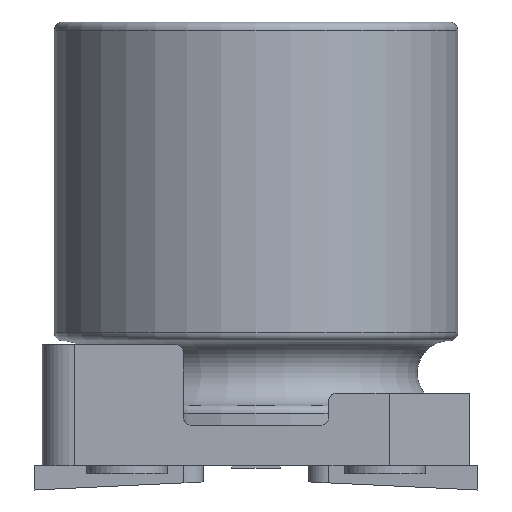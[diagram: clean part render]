
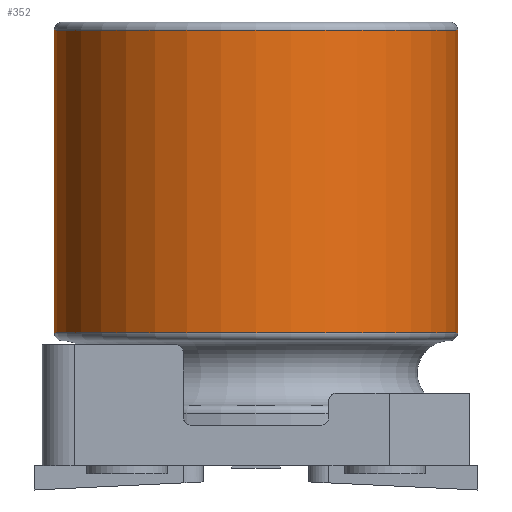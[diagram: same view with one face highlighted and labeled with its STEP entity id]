
A CAD part, front view. The second image highlights one B-rep face of the part: STEP entity #352.
In plain terms, the highlighted cylindrical face has radius 2.5 mm (diameter 5 mm), a full revolution.
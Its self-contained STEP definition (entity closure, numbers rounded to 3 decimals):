
#204=CYLINDRICAL_SURFACE('',#1591,2.5);
#352=ADVANCED_FACE('',(#436,#437),#204,.T.);
#436=FACE_BOUND('',#512,.T.);
#437=FACE_BOUND('',#513,.T.);
#512=EDGE_LOOP('',(#873));
#513=EDGE_LOOP('',(#874));
#580=CIRCLE('',#1589,2.5);
#581=CIRCLE('',#1590,2.5);
#873=ORIENTED_EDGE('',*,*,#1226,.T.);
#874=ORIENTED_EDGE('',*,*,#1227,.T.);
#1055=VERTEX_POINT('',#2453);
#1056=VERTEX_POINT('',#2455);
#1226=EDGE_CURVE('',#1055,#1055,#580,.T.);
#1227=EDGE_CURVE('',#1056,#1056,#581,.T.);
#1589=AXIS2_PLACEMENT_3D('',#2452,#1904,#1905);
#1590=AXIS2_PLACEMENT_3D('',#2454,#1906,#1907);
#1591=AXIS2_PLACEMENT_3D('',#2456,#1908,#1909);
#1904=DIRECTION('',(0.,0.,1.));
#1905=DIRECTION('',(1.,0.,0.));
#1906=DIRECTION('',(0.,0.,-1.));
#1907=DIRECTION('',(-1.,0.,0.));
#1908=DIRECTION('',(0.,0.,-1.));
#1909=DIRECTION('',(-1.,0.,0.));
#2452=CARTESIAN_POINT('',(0.,0.,1.65));
#2453=CARTESIAN_POINT('',(2.5,0.,1.65));
#2454=CARTESIAN_POINT('',(0.,0.,5.4));
#2455=CARTESIAN_POINT('',(-2.5,0.,5.4));
#2456=CARTESIAN_POINT('',(0.,0.,0.));
